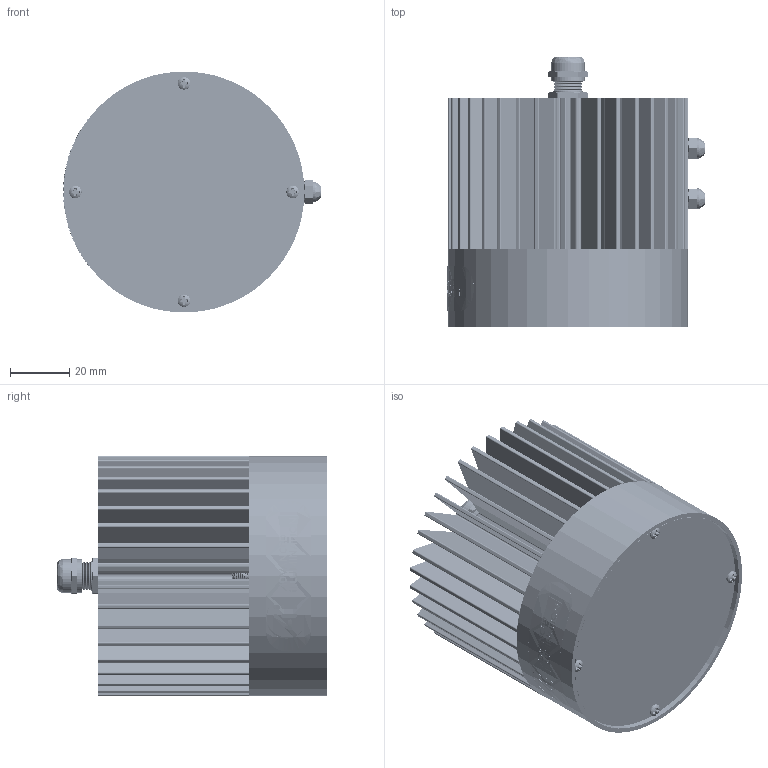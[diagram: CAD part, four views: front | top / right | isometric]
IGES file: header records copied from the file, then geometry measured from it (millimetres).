
Start section: SolidWorks IGES file using analytic representation for surfaces
Global section: file name: Web Model 18602_18603.igs; native system: SolidWorks 2018; preprocessor: SolidWorks 2018; author: JPoff; date: 210813.090617; units: inch
Bounding box: 86.74 x 91.06 x 81.03 mm (x, y, z)
Surface area: 162273.1 mm2 (no closed solid volume)
Topology: 0 solids, 0 shells, 2872 faces, 37918 edges, 37764 vertices
Faces by surface type: revolution 1530, bspline 1342
